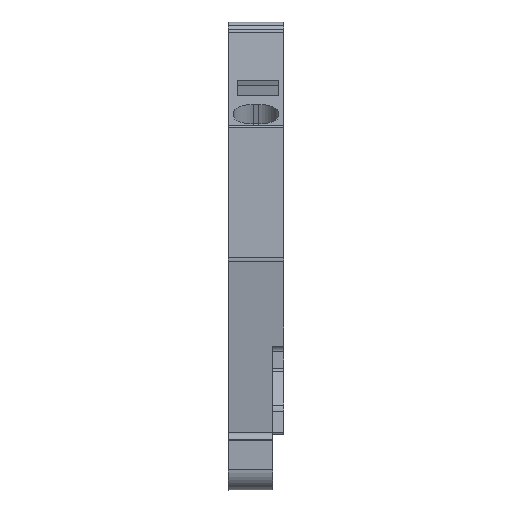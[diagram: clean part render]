
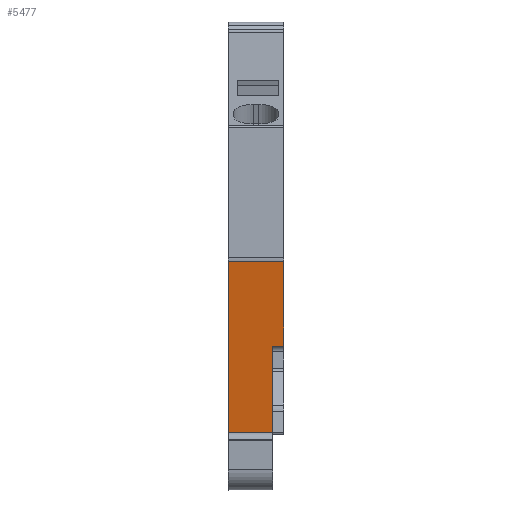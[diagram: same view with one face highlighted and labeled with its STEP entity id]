
A CAD part, front view. The second image highlights one B-rep face of the part: STEP entity #5477.
In plain terms, the highlighted planar face has unit normal (0, -0.986, -0.168).
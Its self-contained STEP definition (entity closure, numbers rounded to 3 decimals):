
#5450=AXIS2_PLACEMENT_3D('Plane Axis2P3D',#5447,#5448,#5449) ;
#1174=CARTESIAN_POINT('Vertex',(0.,2.925,4.123)) ;
#1177=CARTESIAN_POINT('Line Origine',(0.,1.477,12.625)) ;
#1181=CARTESIAN_POINT('Vertex',(0.,0.028,21.128)) ;
#2447=CARTESIAN_POINT('Vertex',(5.1,0.028,21.128)) ;
#2450=CARTESIAN_POINT('Line Origine',(5.1,0.696,17.21)) ;
#2454=CARTESIAN_POINT('Vertex',(5.1,1.363,13.292)) ;
#5431=CARTESIAN_POINT('Vertex',(4.1,2.925,4.123)) ;
#5434=CARTESIAN_POINT('Line Origine',(5.1,2.925,4.123)) ;
#5447=CARTESIAN_POINT('Axis2P3D Location',(5.1,0.028,21.128)) ;
#5452=CARTESIAN_POINT('Line Origine',(4.1,2.144,8.708)) ;
#5456=CARTESIAN_POINT('Vertex',(4.1,1.363,13.292)) ;
#5459=CARTESIAN_POINT('Line Origine',(4.6,1.363,13.292)) ;
#5464=CARTESIAN_POINT('Line Origine',(2.55,0.028,21.128)) ;
#1178=DIRECTION('Vector Direction',(0.,0.168,-0.986)) ;
#2451=DIRECTION('Vector Direction',(0.,0.168,-0.986)) ;
#5435=DIRECTION('Vector Direction',(1.,0.,0.)) ;
#5448=DIRECTION('Axis2P3D Direction',(-0.,0.986,0.168)) ;
#5449=DIRECTION('Axis2P3D XDirection',(0.,-0.168,0.986)) ;
#5453=DIRECTION('Vector Direction',(0.,0.168,-0.986)) ;
#5460=DIRECTION('Vector Direction',(1.,0.,0.)) ;
#5465=DIRECTION('Vector Direction',(-1.,0.,0.)) ;
#1179=VECTOR('Line Direction',#1178,1.) ;
#2452=VECTOR('Line Direction',#2451,1.) ;
#5436=VECTOR('Line Direction',#5435,1.) ;
#5454=VECTOR('Line Direction',#5453,1.) ;
#5461=VECTOR('Line Direction',#5460,1.) ;
#5466=VECTOR('Line Direction',#5465,1.) ;
#5470=ORIENTED_EDGE('',*,*,#5458,.F.) ;
#5471=ORIENTED_EDGE('',*,*,#5463,.T.) ;
#5472=ORIENTED_EDGE('',*,*,#2456,.F.) ;
#5473=ORIENTED_EDGE('',*,*,#5468,.T.) ;
#5474=ORIENTED_EDGE('',*,*,#1183,.T.) ;
#5475=ORIENTED_EDGE('',*,*,#5438,.F.) ;
#5477=ADVANCED_FACE('_ZDU 2.5-2/D+ 1779110000',(#5476),#5451,.F.) ;
#1183=EDGE_CURVE('',#1182,#1175,#1180,.T.) ;
#2456=EDGE_CURVE('',#2448,#2455,#2453,.T.) ;
#5438=EDGE_CURVE('',#5432,#1175,#5437,.F.) ;
#5458=EDGE_CURVE('',#5457,#5432,#5455,.T.) ;
#5463=EDGE_CURVE('',#5457,#2455,#5462,.T.) ;
#5468=EDGE_CURVE('',#2448,#1182,#5467,.T.) ;
#5469=EDGE_LOOP('',(#5470,#5471,#5472,#5473,#5474,#5475)) ;
#5476=FACE_OUTER_BOUND('',#5469,.T.) ;
#1180=LINE('Line',#1177,#1179) ;
#2453=LINE('Line',#2450,#2452) ;
#5437=LINE('Line',#5434,#5436) ;
#5455=LINE('Line',#5452,#5454) ;
#5462=LINE('Line',#5459,#5461) ;
#5467=LINE('Line',#5464,#5466) ;
#5451=PLANE('',#5450) ;
#1175=VERTEX_POINT('',#1174) ;
#1182=VERTEX_POINT('',#1181) ;
#2448=VERTEX_POINT('',#2447) ;
#2455=VERTEX_POINT('',#2454) ;
#5432=VERTEX_POINT('',#5431) ;
#5457=VERTEX_POINT('',#5456) ;
